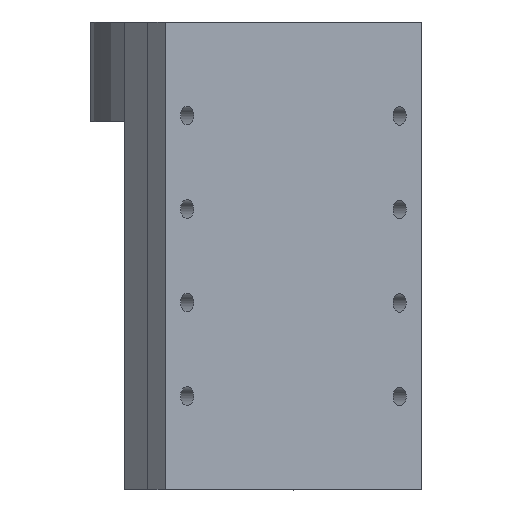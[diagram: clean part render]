
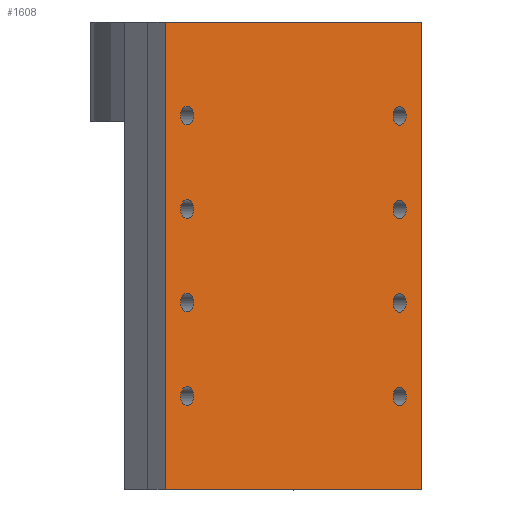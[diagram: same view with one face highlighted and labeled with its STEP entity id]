
A CAD part, top view. The second image highlights one B-rep face of the part: STEP entity #1608.
In plain terms, the highlighted planar face has unit normal (0.707, 0, 0.707).
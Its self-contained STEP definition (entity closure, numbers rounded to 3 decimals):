
#75=FACE_BOUND('',#315,.T.);
#76=FACE_BOUND('',#316,.T.);
#77=FACE_BOUND('',#317,.T.);
#78=FACE_BOUND('',#318,.T.);
#79=FACE_BOUND('',#319,.T.);
#80=FACE_BOUND('',#320,.T.);
#81=FACE_BOUND('',#321,.T.);
#82=FACE_BOUND('',#322,.T.);
#110=CIRCLE('',#1703,1.5);
#116=CIRCLE('',#1712,1.5);
#121=CIRCLE('',#1720,1.5);
#126=CIRCLE('',#1728,1.5);
#131=CIRCLE('',#1736,1.5);
#136=CIRCLE('',#1744,1.5);
#142=CIRCLE('',#1753,1.5);
#148=CIRCLE('',#1762,1.5);
#216=FACE_OUTER_BOUND('',#314,.T.);
#314=EDGE_LOOP('',(#1344,#1345,#1346,#1347));
#315=EDGE_LOOP('',(#1348));
#316=EDGE_LOOP('',(#1349));
#317=EDGE_LOOP('',(#1350));
#318=EDGE_LOOP('',(#1351));
#319=EDGE_LOOP('',(#1352));
#320=EDGE_LOOP('',(#1353));
#321=EDGE_LOOP('',(#1354));
#322=EDGE_LOOP('',(#1355));
#401=LINE('',#2422,#544);
#457=LINE('',#2655,#600);
#462=LINE('',#2665,#605);
#467=LINE('',#2678,#610);
#544=VECTOR('',#1900,10.);
#600=VECTOR('',#2140,10.);
#605=VECTOR('',#2151,10.);
#610=VECTOR('',#2168,10.);
#694=VERTEX_POINT('',#2419);
#695=VERTEX_POINT('',#2421);
#747=VERTEX_POINT('',#2541);
#752=VERTEX_POINT('',#2557);
#756=VERTEX_POINT('',#2571);
#760=VERTEX_POINT('',#2585);
#764=VERTEX_POINT('',#2599);
#768=VERTEX_POINT('',#2613);
#773=VERTEX_POINT('',#2629);
#778=VERTEX_POINT('',#2645);
#780=VERTEX_POINT('',#2653);
#782=VERTEX_POINT('',#2664);
#852=EDGE_CURVE('',#695,#694,#401,.T.);
#914=EDGE_CURVE('',#747,#747,#110,.T.);
#922=EDGE_CURVE('',#752,#752,#116,.T.);
#929=EDGE_CURVE('',#756,#756,#121,.T.);
#936=EDGE_CURVE('',#760,#760,#126,.T.);
#943=EDGE_CURVE('',#764,#764,#131,.T.);
#950=EDGE_CURVE('',#768,#768,#136,.T.);
#958=EDGE_CURVE('',#773,#773,#142,.T.);
#966=EDGE_CURVE('',#778,#778,#148,.T.);
#970=EDGE_CURVE('',#695,#780,#457,.T.);
#975=EDGE_CURVE('',#782,#694,#462,.T.);
#983=EDGE_CURVE('',#780,#782,#467,.T.);
#1344=ORIENTED_EDGE('',*,*,#852,.T.);
#1345=ORIENTED_EDGE('',*,*,#975,.F.);
#1346=ORIENTED_EDGE('',*,*,#983,.F.);
#1347=ORIENTED_EDGE('',*,*,#970,.F.);
#1348=ORIENTED_EDGE('',*,*,#914,.T.);
#1349=ORIENTED_EDGE('',*,*,#922,.T.);
#1350=ORIENTED_EDGE('',*,*,#929,.T.);
#1351=ORIENTED_EDGE('',*,*,#936,.T.);
#1352=ORIENTED_EDGE('',*,*,#943,.T.);
#1353=ORIENTED_EDGE('',*,*,#950,.T.);
#1354=ORIENTED_EDGE('',*,*,#958,.T.);
#1355=ORIENTED_EDGE('',*,*,#966,.T.);
#1537=PLANE('',#1779);
#1608=ADVANCED_FACE('',(#216,#75,#76,#77,#78,#79,#80,#81,#82),#1537,.T.);
#1703=AXIS2_PLACEMENT_3D('',#2543,#1999,#2000);
#1712=AXIS2_PLACEMENT_3D('',#2559,#2019,#2020);
#1720=AXIS2_PLACEMENT_3D('',#2573,#2037,#2038);
#1728=AXIS2_PLACEMENT_3D('',#2587,#2055,#2056);
#1736=AXIS2_PLACEMENT_3D('',#2601,#2073,#2074);
#1744=AXIS2_PLACEMENT_3D('',#2615,#2091,#2092);
#1753=AXIS2_PLACEMENT_3D('',#2631,#2111,#2112);
#1762=AXIS2_PLACEMENT_3D('',#2647,#2131,#2132);
#1779=AXIS2_PLACEMENT_3D('',#2688,#2183,#2184);
#1900=DIRECTION('',(-0.707,0.,0.707));
#1999=DIRECTION('center_axis',(-0.707,0.,
-0.707));
#2000=DIRECTION('ref_axis',(-0.707,0.,0.707));
#2019=DIRECTION('center_axis',(-0.707,0.,
-0.707));
#2020=DIRECTION('ref_axis',(-0.707,0.,0.707));
#2037=DIRECTION('center_axis',(-0.707,0.,
-0.707));
#2038=DIRECTION('ref_axis',(-0.707,0.,0.707));
#2055=DIRECTION('center_axis',(-0.707,0.,
-0.707));
#2056=DIRECTION('ref_axis',(-0.707,0.,0.707));
#2073=DIRECTION('center_axis',(-0.707,0.,
-0.707));
#2074=DIRECTION('ref_axis',(-0.707,0.,0.707));
#2091=DIRECTION('center_axis',(-0.707,0.,
-0.707));
#2092=DIRECTION('ref_axis',(-0.707,0.,0.707));
#2111=DIRECTION('center_axis',(-0.707,0.,
-0.707));
#2112=DIRECTION('ref_axis',(-0.707,0.,0.707));
#2131=DIRECTION('center_axis',(-0.707,0.,
-0.707));
#2132=DIRECTION('ref_axis',(-0.707,0.,0.707));
#2140=DIRECTION('',(0.,-1.,0.));
#2151=DIRECTION('',(0.,1.,0.));
#2168=DIRECTION('',(-0.707,0.,0.707));
#2183=DIRECTION('center_axis',(0.707,0.,
0.707));
#2184=DIRECTION('ref_axis',(-0.707,0.,0.707));
#2419=CARTESIAN_POINT('',(-11.8,76.002,40.251));
#2421=CARTESIAN_POINT('',(29.495,76.002,-1.044));
#2422=CARTESIAN_POINT('',(-4.729,76.002,33.18));
#2541=CARTESIAN_POINT('',(27.02,45.882,1.431));
#2543=CARTESIAN_POINT('Origin',(25.959,45.882,2.491));
#2557=CARTESIAN_POINT('',(27.02,15.762,1.431));
#2559=CARTESIAN_POINT('Origin',(25.959,15.762,2.491));
#2571=CARTESIAN_POINT('',(-7.204,30.822,35.655));
#2573=CARTESIAN_POINT('Origin',(-8.265,30.822,36.715));
#2585=CARTESIAN_POINT('',(-7.204,60.942,35.655));
#2587=CARTESIAN_POINT('Origin',(-8.265,60.942,36.715));
#2599=CARTESIAN_POINT('',(-7.204,45.882,35.655));
#2601=CARTESIAN_POINT('Origin',(-8.265,45.882,36.715));
#2613=CARTESIAN_POINT('',(-7.204,15.762,35.655));
#2615=CARTESIAN_POINT('Origin',(-8.265,15.762,36.715));
#2629=CARTESIAN_POINT('',(27.02,30.822,1.431));
#2631=CARTESIAN_POINT('Origin',(25.959,30.822,2.491));
#2645=CARTESIAN_POINT('',(27.02,60.942,1.431));
#2647=CARTESIAN_POINT('Origin',(25.959,60.942,2.491));
#2653=CARTESIAN_POINT('',(29.495,0.702,-1.044));
#2655=CARTESIAN_POINT('',(29.495,0.702,-1.044));
#2664=CARTESIAN_POINT('',(-11.8,0.702,40.251));
#2665=CARTESIAN_POINT('',(-11.8,0.702,40.251));
#2678=CARTESIAN_POINT('',(-4.729,0.702,33.18));
#2688=CARTESIAN_POINT('Origin',(22.424,70.002,6.027));
